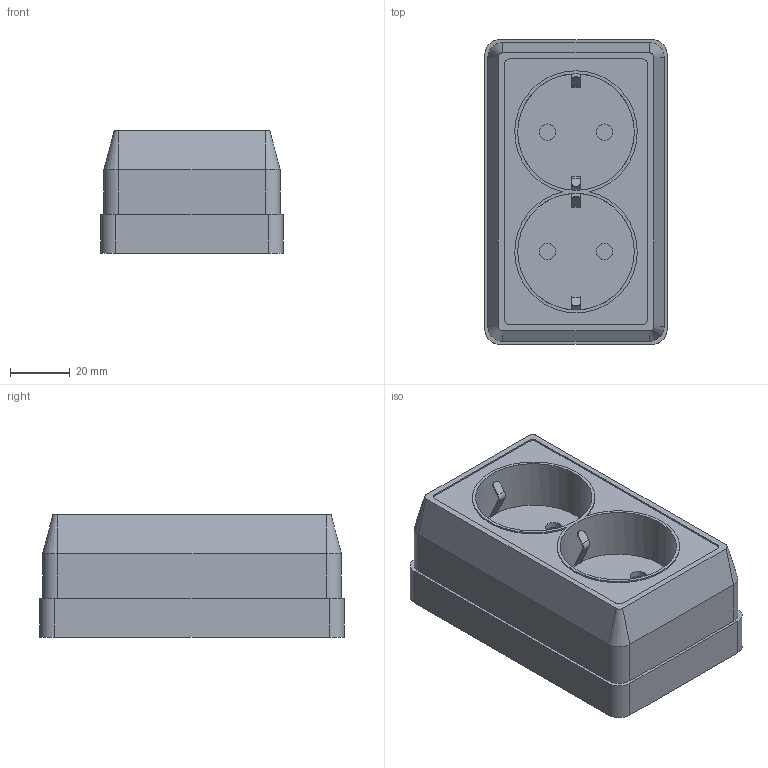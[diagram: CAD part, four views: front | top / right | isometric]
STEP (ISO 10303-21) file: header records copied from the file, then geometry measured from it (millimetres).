
FILE_DESCRIPTION (( 'STEP AP203' ), '1' );
FILE_NAME ('ERO21-K01-16-DC ÐÑ22-3-ÎÁ Ðîçåòêà 2ìåñòí. ñ çê 16À îòêð.óñò. ÎÊÒÀÂÀ (áåëûé).STEP', '2016-12-07T10:54:13', ( '' ), ( '' ), 'SwSTEP 2.0', 'SolidWorks 2014', '' );
FILE_SCHEMA (( 'CONFIG_CONTROL_DESIGN' ));
Length unit declared in the file: millimetre
Products named in the file (1): ERO21-K01-16-DC ÐÑ22-3-ÎÁ Ðîçåòêà 2ìåñòí. ñ çê 16À îòêð.óñò. ÎÊÒÀÂÀ (áåëûé)
Bounding box: 61 x 102 x 41 mm (x, y, z)
Volume: 53363.6 mm3; surface area: 54074.3 mm2
Topology: 1 solids, 1 shells, 127 faces, 336 edges, 220 vertices
Faces by surface type: plane 67, cylinder 52, cone 8
Full cylindrical faces by diameter (mm): 4.5 x2, 5.5 x4, 39 x2
Entity records: 3959 total; most frequent: DIRECTION 688, CARTESIAN_POINT 676, ORIENTED_EDGE 644, EDGE_CURVE 322, AXIS2_PLACEMENT_3D 242, VERTEX_POINT 214, LINE 204, VECTOR 204
